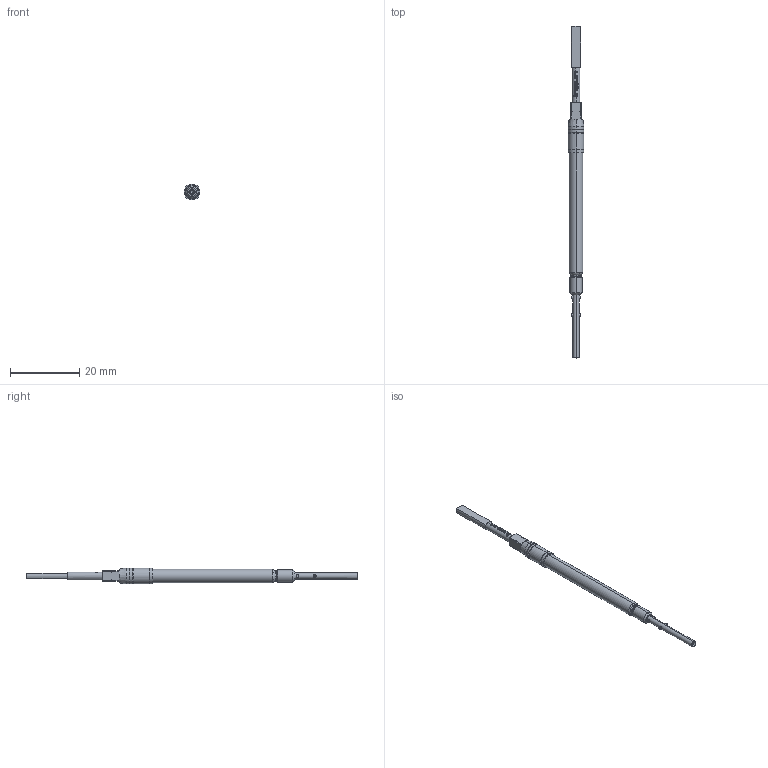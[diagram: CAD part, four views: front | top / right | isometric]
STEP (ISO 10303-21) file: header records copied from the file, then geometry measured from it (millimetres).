
FILE_DESCRIPTION (( 'STEP AP203' ), '1' );
FILE_NAME ('INGUN_VF5-320_150_A_096_15.STEP', '2021-02-17T13:13:52', ( '' ), ( '' ), 'SwSTEP 2.0', 'SolidWorks 2018', '' );
FILE_SCHEMA (( 'CONFIG_CONTROL_DESIGN' ));
Length unit declared in the file: millimetre
Products named in the file (1): INGUN_VF5-320_150_A_096_15
Bounding box: 4.6 x 96 x 4.6 mm (x, y, z)
Volume: 827.1 mm3; surface area: 1023.5 mm2
Topology: 1 solids, 1 shells, 211 faces, 542 edges, 341 vertices
Faces by surface type: cylinder 59, plane 55, bspline 47, cone 42, torus 8
Entity records: 7750 total; most frequent: CARTESIAN_POINT 3125, ORIENTED_EDGE 1080, DIRECTION 736, EDGE_CURVE 540, VERTEX_POINT 341, AXIS2_PLACEMENT_3D 293, B_SPLINE_CURVE_WITH_KNOTS 262, EDGE_LOOP 221
